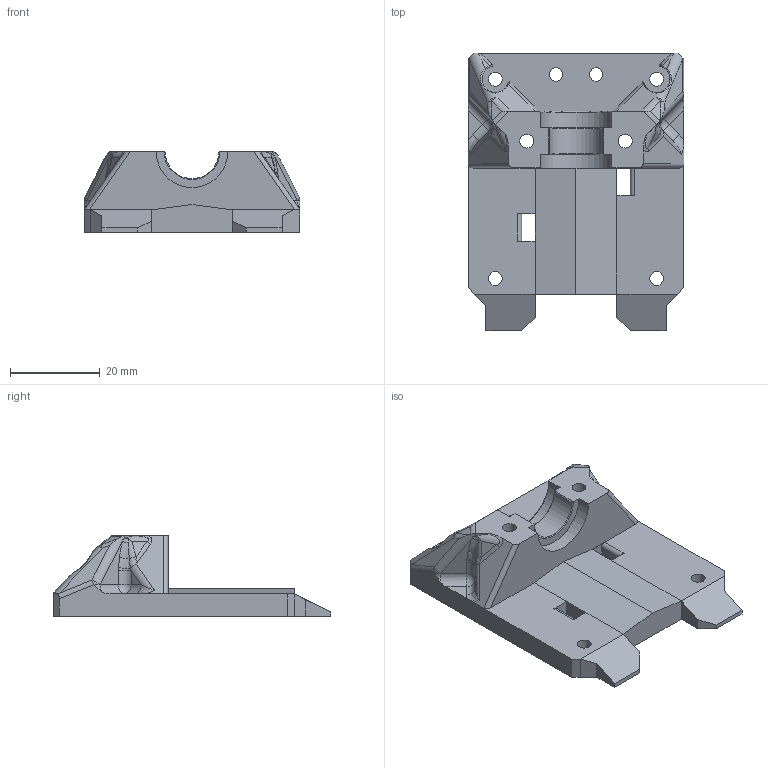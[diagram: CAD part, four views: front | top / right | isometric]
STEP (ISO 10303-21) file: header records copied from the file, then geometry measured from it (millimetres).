
FILE_DESCRIPTION(/* description */ (''),/* implementation_level */ '2;1');
FILE_NAME(/* name */ 'X_carriage_-_Front_plate_REMIX.step',/* time_stamp */ '2020-02-02T11:12:51-05:00',/* author */ (''),/* organization */ (''),/* preprocessor_version */ 'ST-DEVELOPER v18',/* originating_system */ 'Autodesk Translation Framework v8.12.0.6',/* authorisation */ '');
FILE_SCHEMA (('AUTOMOTIVE_DESIGN { 1 0 10303 214 3 1 1 }'));
Length unit declared in the file: millimetre
Products named in the file (1): X_carriage_-_Front_plate
Bounding box: 48.23 x 62.03 x 18 mm (x, y, z)
Volume: 19622.5 mm3; surface area: 8730.2 mm2
Topology: 1 solids, 1 shells, 186 faces, 489 edges, 307 vertices
Faces by surface type: plane 95, cylinder 51, bspline 29, sphere 6, cone 3, torus 2
Full cylindrical faces by diameter (mm): 3 x2, 3.1 x6
Entity records: 6619 total; most frequent: CARTESIAN_POINT 1995, ORIENTED_EDGE 978, DIRECTION 925, EDGE_CURVE 489, AXIS2_PLACEMENT_3D 317, VERTEX_POINT 307, LINE 291, VECTOR 291
